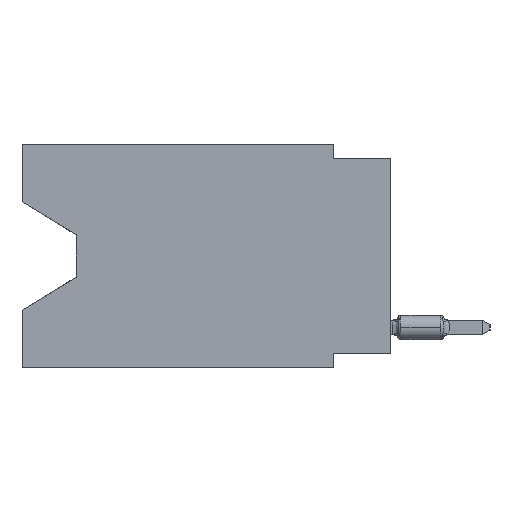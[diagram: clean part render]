
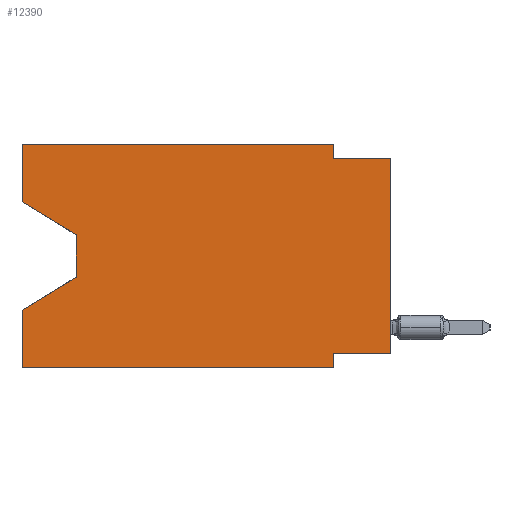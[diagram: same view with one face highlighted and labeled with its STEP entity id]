
A CAD part, left-side view. The second image highlights one B-rep face of the part: STEP entity #12390.
In plain terms, the highlighted planar face has unit normal (-1, 0, 0).
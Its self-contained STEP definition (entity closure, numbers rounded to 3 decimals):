
#204 = VERTEX_POINT ( 'NONE', #11988 ) ;
#356 = VECTOR ( 'NONE', #8640, 1000. ) ;
#581 = ORIENTED_EDGE ( 'NONE', *, *, #3136, .T. ) ;
#719 = VERTEX_POINT ( 'NONE', #6844 ) ;
#1195 = CARTESIAN_POINT ( 'NONE',  ( 0., 13.97, -4.013 ) ) ;
#1415 = AXIS2_PLACEMENT_3D ( 'NONE', #21016, #4850, #19325 ) ;
#1634 = CARTESIAN_POINT ( 'NONE',  ( 0., 2.54, 0. ) ) ;
#1659 = LINE ( 'NONE', #14942, #18050 ) ;
#1886 = CARTESIAN_POINT ( 'NONE',  ( 0., 16.383, -9.906 ) ) ;
#1924 = EDGE_CURVE ( 'NONE', #15801, #13897, #12346, .T. ) ;
#1950 = LINE ( 'NONE', #1634, #17052 ) ;
#2150 = CARTESIAN_POINT ( 'NONE',  ( 0., 16.383, -2.546 ) ) ;
#2291 = VECTOR ( 'NONE', #11131, 1000. ) ;
#2324 = VERTEX_POINT ( 'NONE', #10816 ) ;
#2431 = VECTOR ( 'NONE', #7692, 1000. ) ;
#2635 = CARTESIAN_POINT ( 'NONE',  ( 0., 2.54, -9.271 ) ) ;
#3001 = EDGE_CURVE ( 'NONE', #15099, #16697, #6084, .T. ) ;
#3136 = EDGE_CURVE ( 'NONE', #204, #17238, #19708, .T. ) ;
#3534 = DIRECTION ( 'NONE',  ( 0., 0.855, -0.519 ) ) ;
#4322 = VECTOR ( 'NONE', #6259, 1000. ) ;
#4738 = DIRECTION ( 'NONE',  ( 0., 0., -1. ) ) ;
#4850 = DIRECTION ( 'NONE',  ( 1., 0., 0. ) ) ;
#5483 = EDGE_CURVE ( 'NONE', #7788, #204, #15767, .T. ) ;
#5653 = VERTEX_POINT ( 'NONE', #6829 ) ;
#6084 = LINE ( 'NONE', #9291, #17619 ) ;
#6237 = ORIENTED_EDGE ( 'NONE', *, *, #16287, .F. ) ;
#6259 = DIRECTION ( 'NONE',  ( 0., 0., 1. ) ) ;
#6395 = VERTEX_POINT ( 'NONE', #2635 ) ;
#6560 = DIRECTION ( 'NONE',  ( 0., -1., 0. ) ) ;
#6829 = CARTESIAN_POINT ( 'NONE',  ( 0., 16.383, -9.906 ) ) ;
#6844 = CARTESIAN_POINT ( 'NONE',  ( 0., 2.54, -9.906 ) ) ;
#7092 = VECTOR ( 'NONE', #3534, 1000. ) ;
#7316 = ORIENTED_EDGE ( 'NONE', *, *, #1924, .F. ) ;
#7461 = EDGE_CURVE ( 'NONE', #5653, #17238, #1659, .T. ) ;
#7692 = DIRECTION ( 'NONE',  ( 0., 0., -1. ) ) ;
#7788 = VERTEX_POINT ( 'NONE', #13038 ) ;
#7830 = EDGE_CURVE ( 'NONE', #2324, #10924, #1950, .T. ) ;
#8073 = ORIENTED_EDGE ( 'NONE', *, *, #13708, .F. ) ;
#8131 = DIRECTION ( 'NONE',  ( 0., 0., -1. ) ) ;
#8153 = LINE ( 'NONE', #20910, #16216 ) ;
#8640 = DIRECTION ( 'NONE',  ( 0., -0.855, -0.519 ) ) ;
#8981 = CARTESIAN_POINT ( 'NONE',  ( 0., 16.383, 0. ) ) ;
#9291 = CARTESIAN_POINT ( 'NONE',  ( 0., 0., 0. ) ) ;
#9746 = FACE_OUTER_BOUND ( 'NONE', #15570, .T. ) ;
#9978 = ORIENTED_EDGE ( 'NONE', *, *, #3001, .T. ) ;
#10462 = ORIENTED_EDGE ( 'NONE', *, *, #5483, .T. ) ;
#10499 = CARTESIAN_POINT ( 'NONE',  ( 0., 16.383, -7.36 ) ) ;
#10777 = DIRECTION ( 'NONE',  ( 0., -1., 0. ) ) ;
#10816 = CARTESIAN_POINT ( 'NONE',  ( 0., 2.54, 0. ) ) ;
#10881 = DIRECTION ( 'NONE',  ( 0., 0., 1. ) ) ;
#10889 = LINE ( 'NONE', #14082, #17556 ) ;
#10924 = VERTEX_POINT ( 'NONE', #15260 ) ;
#10933 = ORIENTED_EDGE ( 'NONE', *, *, #12032, .T. ) ;
#11131 = DIRECTION ( 'NONE',  ( 0., 1., 0. ) ) ;
#11314 = CARTESIAN_POINT ( 'NONE',  ( 0., 13.97, -5.893 ) ) ;
#11405 = ORIENTED_EDGE ( 'NONE', *, *, #7830, .F. ) ;
#11988 = CARTESIAN_POINT ( 'NONE',  ( 0., 13.97, -5.893 ) ) ;
#12032 = EDGE_CURVE ( 'NONE', #5653, #719, #16461, .T. ) ;
#12346 = LINE ( 'NONE', #13931, #4322 ) ;
#12390 = ADVANCED_FACE ( 'NONE', ( #9746 ), #17722, .F. ) ;
#12577 = ORIENTED_EDGE ( 'NONE', *, *, #7461, .F. ) ;
#12654 = EDGE_CURVE ( 'NONE', #10924, #16697, #10889, .T. ) ;
#12836 = LINE ( 'NONE', #19220, #2291 ) ;
#13031 = CARTESIAN_POINT ( 'NONE',  ( 0., 0., -0.635 ) ) ;
#13038 = CARTESIAN_POINT ( 'NONE',  ( 0., 13.97, -4.013 ) ) ;
#13708 = EDGE_CURVE ( 'NONE', #15099, #6395, #12836, .T. ) ;
#13897 = VERTEX_POINT ( 'NONE', #8981 ) ;
#13931 = CARTESIAN_POINT ( 'NONE',  ( 0., 16.383, 0. ) ) ;
#14082 = CARTESIAN_POINT ( 'NONE',  ( 0., 0., -0.635 ) ) ;
#14831 = CARTESIAN_POINT ( 'NONE',  ( 0., 2.54, -9.906 ) ) ;
#14842 = DIRECTION ( 'NONE',  ( 0., 0., 1. ) ) ;
#14942 = CARTESIAN_POINT ( 'NONE',  ( 0., 16.383, 0. ) ) ;
#15099 = VERTEX_POINT ( 'NONE', #21015 ) ;
#15260 = CARTESIAN_POINT ( 'NONE',  ( 0., 2.54, -0.635 ) ) ;
#15570 = EDGE_LOOP ( 'NONE', ( #16128, #10462, #581, #12577, #10933, #6237, #8073, #9978, #18186, #11405, #17540, #7316 ) ) ;
#15767 = LINE ( 'NONE', #1195, #2431 ) ;
#15789 = VECTOR ( 'NONE', #4738, 1000. ) ;
#15801 = VERTEX_POINT ( 'NONE', #20718 ) ;
#16128 = ORIENTED_EDGE ( 'NONE', *, *, #18960, .T. ) ;
#16216 = VECTOR ( 'NONE', #6560, 1000. ) ;
#16287 = EDGE_CURVE ( 'NONE', #6395, #719, #19327, .T. ) ;
#16461 = LINE ( 'NONE', #1886, #19430 ) ;
#16697 = VERTEX_POINT ( 'NONE', #13031 ) ;
#16729 = LINE ( 'NONE', #2150, #356 ) ;
#17052 = VECTOR ( 'NONE', #8131, 1000. ) ;
#17238 = VERTEX_POINT ( 'NONE', #10499 ) ;
#17540 = ORIENTED_EDGE ( 'NONE', *, *, #19429, .F. ) ;
#17556 = VECTOR ( 'NONE', #10777, 1000. ) ;
#17619 = VECTOR ( 'NONE', #10881, 1000. ) ;
#17631 = DIRECTION ( 'NONE',  ( 0., -1., 0. ) ) ;
#17722 = PLANE ( 'NONE',  #1415 ) ;
#18050 = VECTOR ( 'NONE', #14842, 1000. ) ;
#18186 = ORIENTED_EDGE ( 'NONE', *, *, #12654, .F. ) ;
#18960 = EDGE_CURVE ( 'NONE', #15801, #7788, #16729, .T. ) ;
#19220 = CARTESIAN_POINT ( 'NONE',  ( 0., 0., -9.271 ) ) ;
#19325 = DIRECTION ( 'NONE',  ( 0., 0., -1. ) ) ;
#19327 = LINE ( 'NONE', #14831, #15789 ) ;
#19429 = EDGE_CURVE ( 'NONE', #13897, #2324, #8153, .T. ) ;
#19430 = VECTOR ( 'NONE', #17631, 1000. ) ;
#19708 = LINE ( 'NONE', #11314, #7092 ) ;
#20718 = CARTESIAN_POINT ( 'NONE',  ( 0., 16.383, -2.546 ) ) ;
#20910 = CARTESIAN_POINT ( 'NONE',  ( 0., 16.383, 0. ) ) ;
#21015 = CARTESIAN_POINT ( 'NONE',  ( 0., 0., -9.271 ) ) ;
#21016 = CARTESIAN_POINT ( 'NONE',  ( 0., 16.383, 0. ) ) ;
